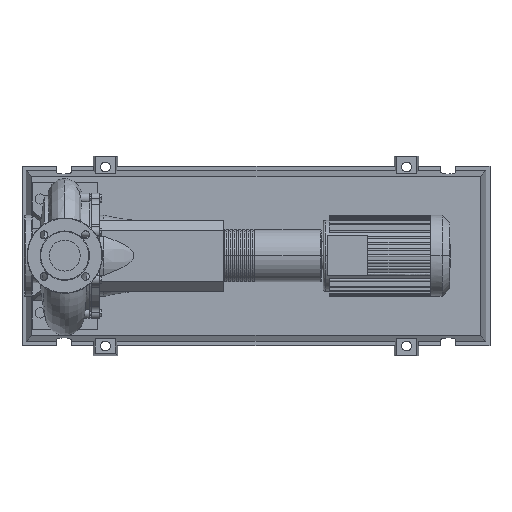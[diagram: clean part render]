
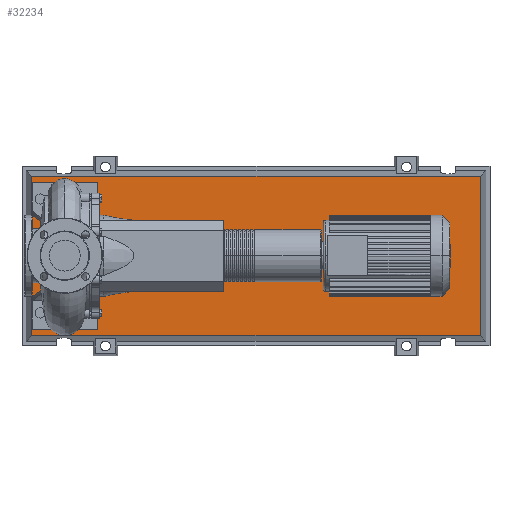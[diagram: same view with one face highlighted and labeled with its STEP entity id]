
A CAD part, top view. The second image highlights one B-rep face of the part: STEP entity #32234.
In plain terms, the highlighted planar face has unit normal (0, 0, 1).
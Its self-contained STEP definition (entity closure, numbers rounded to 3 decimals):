
#31915=CARTESIAN_POINT('',(1020.471,-195.471,103.0));
#31916=VERTEX_POINT('',#31915);
#31923=CARTESIAN_POINT('',(-80.471,-195.471,103.0));
#31924=VERTEX_POINT('',#31923);
#31925=CARTESIAN_POINT('',(1020.471,-195.471,103.0));
#31926=DIRECTION('',(-1.0,0.0,0.0));
#31927=VECTOR('',#31926,1100.941);
#31928=LINE('',#31925,#31927);
#31929=EDGE_CURVE('',#31916,#31924,#31928,.T.);
#32147=CARTESIAN_POINT('',(1020.471,195.471,103.0));
#32148=VERTEX_POINT('',#32147);
#32149=CARTESIAN_POINT('',(1020.471,195.471,103.0));
#32150=DIRECTION('',(0.0,-1.0,0.0));
#32151=VECTOR('',#32150,390.941);
#32152=LINE('',#32149,#32151);
#32153=EDGE_CURVE('',#32148,#31916,#32152,.T.);
#32171=CARTESIAN_POINT('',(-80.471,195.471,103.0));
#32172=VERTEX_POINT('',#32171);
#32173=CARTESIAN_POINT('',(-80.471,-195.471,103.0));
#32174=DIRECTION('',(0.0,1.0,0.0));
#32175=VECTOR('',#32174,390.941);
#32176=LINE('',#32173,#32175);
#32177=EDGE_CURVE('',#31924,#32172,#32176,.T.);
#32210=CARTESIAN_POINT('',(-80.471,195.471,103.0));
#32211=DIRECTION('',(1.0,0.0,0.0));
#32212=VECTOR('',#32211,1100.941);
#32213=LINE('',#32210,#32212);
#32214=EDGE_CURVE('',#32172,#32148,#32213,.T.);
#32223=CARTESIAN_POINT('',(470.,0.,103.0));
#32224=DIRECTION('',(0.0,0.0,1.0));
#32225=DIRECTION('',(1.0,0.0,0.0));
#32226=AXIS2_PLACEMENT_3D('',#32223,#32224,#32225);
#32227=PLANE('',#32226);
#32228=ORIENTED_EDGE('',*,*,#32153,.F.);
#32229=ORIENTED_EDGE('',*,*,#32214,.F.);
#32230=ORIENTED_EDGE('',*,*,#32177,.F.);
#32231=ORIENTED_EDGE('',*,*,#31929,.F.);
#32232=EDGE_LOOP('',(#32228,#32229,#32230,#32231));
#32233=FACE_OUTER_BOUND('',#32232,.T.);
#32234=ADVANCED_FACE('',(#32233),#32227,.T.);
